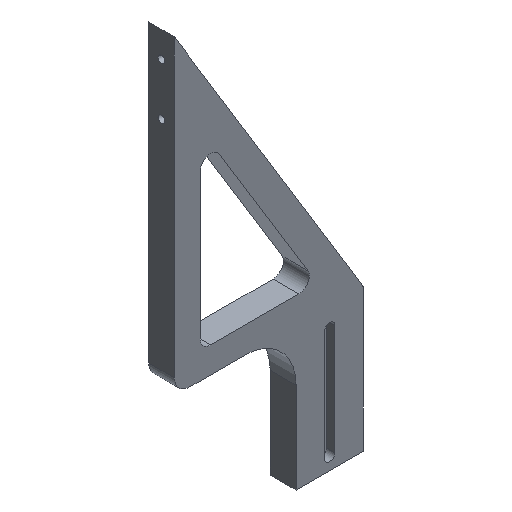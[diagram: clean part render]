
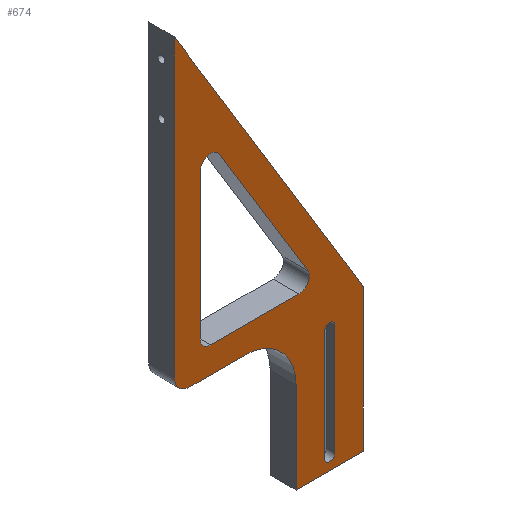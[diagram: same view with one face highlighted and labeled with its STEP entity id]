
A CAD part, isometric view. The second image highlights one B-rep face of the part: STEP entity #674.
In plain terms, the highlighted planar face has unit normal (0, -1, 0).
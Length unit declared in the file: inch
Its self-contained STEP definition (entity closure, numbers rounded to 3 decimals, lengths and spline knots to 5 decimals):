
#30=FACE_BOUND('',#126,.T.);
#31=FACE_BOUND('',#127,.T.);
#52=PLANE('',#760);
#86=FACE_OUTER_BOUND('',#125,.T.);
#125=EDGE_LOOP('',(#611,#612,#613,#614,#615,#616,#617,#618));
#126=EDGE_LOOP('',(#619,#620,#621,#622));
#127=EDGE_LOOP('',(#623,#624,#625,#626,#627,#628));
#152=LINE('',#1040,#220);
#155=LINE('',#1048,#223);
#170=LINE('',#1092,#238);
#175=LINE('',#1103,#243);
#177=LINE('',#1108,#245);
#184=LINE('',#1121,#252);
#185=LINE('',#1123,#253);
#188=LINE('',#1132,#256);
#192=LINE('',#1141,#260);
#194=LINE('',#1147,#262);
#195=LINE('',#1149,#263);
#220=VECTOR('',#841,0.3937);
#223=VECTOR('',#850,0.3937);
#238=VECTOR('',#887,0.3937);
#243=VECTOR('',#898,0.3937);
#245=VECTOR('',#902,0.3937);
#252=VECTOR('',#919,0.3937);
#253=VECTOR('',#922,0.3937);
#256=VECTOR('',#931,0.3937);
#260=VECTOR('',#941,0.3937);
#262=VECTOR('',#949,0.3937);
#263=VECTOR('',#952,0.3937);
#276=CIRCLE('',#727,0.1);
#277=CIRCLE('',#730,0.1);
#279=CIRCLE('',#733,0.3);
#284=CIRCLE('',#741,1.);
#285=CIRCLE('',#751,0.2);
#286=CIRCLE('',#754,0.2);
#287=CIRCLE('',#757,0.2);
#316=VERTEX_POINT('',#1037);
#317=VERTEX_POINT('',#1039);
#318=VERTEX_POINT('',#1043);
#319=VERTEX_POINT('',#1047);
#322=VERTEX_POINT('',#1056);
#323=VERTEX_POINT('',#1058);
#337=VERTEX_POINT('',#1091);
#338=VERTEX_POINT('',#1095);
#339=VERTEX_POINT('',#1097);
#340=VERTEX_POINT('',#1101);
#341=VERTEX_POINT('',#1105);
#342=VERTEX_POINT('',#1107);
#344=VERTEX_POINT('',#1125);
#345=VERTEX_POINT('',#1126);
#346=VERTEX_POINT('',#1131);
#347=VERTEX_POINT('',#1135);
#348=VERTEX_POINT('',#1136);
#349=VERTEX_POINT('',#1143);
#387=EDGE_CURVE('',#317,#316,#152,.T.);
#389=EDGE_CURVE('',#318,#317,#276,.T.);
#391=EDGE_CURVE('',#319,#318,#155,.T.);
#393=EDGE_CURVE('',#316,#319,#277,.T.);
#396=EDGE_CURVE('',#322,#323,#279,.T.);
#413=EDGE_CURVE('',#337,#323,#170,.T.);
#416=EDGE_CURVE('',#338,#339,#284,.T.);
#419=EDGE_CURVE('',#338,#340,#175,.T.);
#421=EDGE_CURVE('',#341,#342,#177,.T.);
#428=EDGE_CURVE('',#342,#340,#184,.T.);
#429=EDGE_CURVE('',#322,#339,#185,.T.);
#430=EDGE_CURVE('',#344,#345,#285,.T.);
#433=EDGE_CURVE('',#345,#346,#188,.T.);
#435=EDGE_CURVE('',#347,#348,#286,.T.);
#438=EDGE_CURVE('',#348,#344,#192,.T.);
#439=EDGE_CURVE('',#346,#349,#287,.T.);
#441=EDGE_CURVE('',#349,#347,#194,.T.);
#442=EDGE_CURVE('',#341,#337,#195,.T.);
#611=ORIENTED_EDGE('',*,*,#396,.F.);
#612=ORIENTED_EDGE('',*,*,#429,.T.);
#613=ORIENTED_EDGE('',*,*,#416,.F.);
#614=ORIENTED_EDGE('',*,*,#419,.T.);
#615=ORIENTED_EDGE('',*,*,#428,.F.);
#616=ORIENTED_EDGE('',*,*,#421,.F.);
#617=ORIENTED_EDGE('',*,*,#442,.T.);
#618=ORIENTED_EDGE('',*,*,#413,.T.);
#619=ORIENTED_EDGE('',*,*,#387,.T.);
#620=ORIENTED_EDGE('',*,*,#393,.T.);
#621=ORIENTED_EDGE('',*,*,#391,.T.);
#622=ORIENTED_EDGE('',*,*,#389,.T.);
#623=ORIENTED_EDGE('',*,*,#435,.F.);
#624=ORIENTED_EDGE('',*,*,#441,.F.);
#625=ORIENTED_EDGE('',*,*,#439,.F.);
#626=ORIENTED_EDGE('',*,*,#433,.F.);
#627=ORIENTED_EDGE('',*,*,#430,.F.);
#628=ORIENTED_EDGE('',*,*,#438,.F.);
#674=ADVANCED_FACE('',(#86,#30,#31),#52,.F.);
#727=AXIS2_PLACEMENT_3D('',#1044,#845,#846);
#730=AXIS2_PLACEMENT_3D('',#1051,#854,#855);
#733=AXIS2_PLACEMENT_3D('',#1059,#861,#862);
#741=AXIS2_PLACEMENT_3D('',#1098,#892,#893);
#751=AXIS2_PLACEMENT_3D('',#1127,#925,#926);
#754=AXIS2_PLACEMENT_3D('',#1137,#935,#936);
#757=AXIS2_PLACEMENT_3D('',#1144,#944,#945);
#760=AXIS2_PLACEMENT_3D('',#1150,#953,#954);
#841=DIRECTION('',(0.,0.,-1.));
#845=DIRECTION('center_axis',(0.,1.,0.));
#846=DIRECTION('ref_axis',(1.,0.,0.));
#850=DIRECTION('',(0.,0.,1.));
#854=DIRECTION('center_axis',(0.,1.,0.));
#855=DIRECTION('ref_axis',(-1.,0.,0.));
#861=DIRECTION('center_axis',(0.,1.,0.));
#862=DIRECTION('ref_axis',(-0.707,0.,-0.707));
#887=DIRECTION('',(0.,0.,-1.));
#892=DIRECTION('center_axis',(0.,-1.,0.));
#893=DIRECTION('ref_axis',(0.707,0.,0.707));
#898=DIRECTION('',(0.,0.,-1.));
#902=DIRECTION('',(0.,0.,-1.));
#919=DIRECTION('',(-1.,0.,0.));
#922=DIRECTION('',(1.,0.,0.));
#925=DIRECTION('center_axis',(0.,-1.,0.));
#926=DIRECTION('ref_axis',(0.872,0.,-0.49));
#931=DIRECTION('',(-0.52,0.,0.854));
#935=DIRECTION('center_axis',(0.,-1.,0.));
#936=DIRECTION('ref_axis',(-0.707,0.,-0.707));
#941=DIRECTION('',(1.,0.,0.));
#944=DIRECTION('center_axis',(0.,-1.,0.));
#945=DIRECTION('ref_axis',(-0.27,0.,0.963));
#949=DIRECTION('',(0.,0.,-1.));
#952=DIRECTION('',(-0.52,0.,0.854));
#953=DIRECTION('center_axis',(0.,1.,0.));
#954=DIRECTION('ref_axis',(1.,0.,0.));
#1037=CARTESIAN_POINT('',(2.62829,0.,-6.65386));
#1039=CARTESIAN_POINT('',(2.62829,0.,-4.52886));
#1040=CARTESIAN_POINT('',(2.62829,0.,-2.84136));
#1043=CARTESIAN_POINT('',(2.42829,0.,-4.52886));
#1044=CARTESIAN_POINT('Origin',(2.52829,0.,-4.52886));
#1047=CARTESIAN_POINT('',(2.42829,0.,-6.65386));
#1048=CARTESIAN_POINT('',(2.42829,0.,-3.90386));
#1051=CARTESIAN_POINT('Origin',(2.52829,0.,-6.65386));
#1056=CARTESIAN_POINT('',(-0.17171,0.,-4.15386));
#1058=CARTESIAN_POINT('',(-0.47171,0.,-3.85386));
#1059=CARTESIAN_POINT('Origin',(-0.17171,0.,-3.85386));
#1091=CARTESIAN_POINT('',(-0.47171,0.,1.84614));
#1092=CARTESIAN_POINT('',(-0.47171,0.,1.84614));
#1095=CARTESIAN_POINT('',(1.87829,0.,-5.15386));
#1097=CARTESIAN_POINT('',(0.87829,0.,-4.15386));
#1098=CARTESIAN_POINT('Origin',(0.87829,0.,-5.15386));
#1101=CARTESIAN_POINT('',(1.87829,0.,-6.90386));
#1103=CARTESIAN_POINT('',(1.87829,0.,-4.15386));
#1105=CARTESIAN_POINT('',(3.17829,0.,-4.15386));
#1107=CARTESIAN_POINT('',(3.17829,0.,-6.90386));
#1108=CARTESIAN_POINT('',(3.17829,0.,-4.15386));
#1121=CARTESIAN_POINT('',(1.87829,0.,-6.90386));
#1123=CARTESIAN_POINT('',(-0.47171,0.,-4.15386));
#1125=CARTESIAN_POINT('',(1.9331,0.,-3.65386));
#1126=CARTESIAN_POINT('',(2.10397,0.,-3.34991));
#1127=CARTESIAN_POINT('Origin',(1.9331,0.,-3.45386));
#1131=CARTESIAN_POINT('',(0.39915,0.,-0.54747));
#1132=CARTESIAN_POINT('',(0.02829,0.,0.06217));
#1135=CARTESIAN_POINT('',(0.02829,0.,-3.45386));
#1136=CARTESIAN_POINT('',(0.22829,0.,-3.65386));
#1137=CARTESIAN_POINT('Origin',(0.22829,0.,-3.45386));
#1141=CARTESIAN_POINT('',(2.28887,0.,-3.65386));
#1143=CARTESIAN_POINT('',(0.02829,0.,-0.65142));
#1144=CARTESIAN_POINT('Origin',(0.22829,0.,-0.65142));
#1147=CARTESIAN_POINT('',(0.02829,0.,-3.65386));
#1149=CARTESIAN_POINT('',(3.17829,0.,-4.15386));
#1150=CARTESIAN_POINT('Origin',(1.35329,0.,-1.15386));
